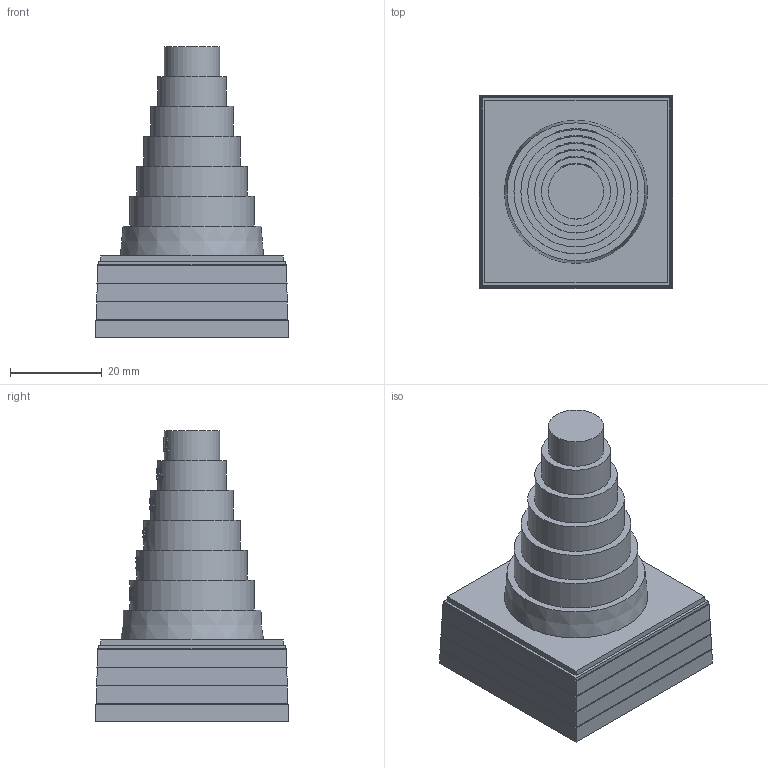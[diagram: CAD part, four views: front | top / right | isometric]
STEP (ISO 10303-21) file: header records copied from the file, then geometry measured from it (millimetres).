
FILE_DESCRIPTION(/* description */ (''),/* implementation_level */ '2;1');
FILE_NAME(/* name */ '28554_4_KDS-DEG_K_7-24.stp',/* time_stamp */ '2023-10-17T10:05:03+02:00',/* author */ (''),/* organization */ (''),/* preprocessor_version */ 'ST-DEVELOPER v19.3',/* originating_system */ 'SIEMENS PLM Software NX2212.1700',/* authorisation */ '');
FILE_SCHEMA (('AUTOMOTIVE_DESIGN { 1 0 10303 214 3 1 1 1 }'));
Length unit declared in the file: millimetre
Products named in the file (1): 28554_4_KDS-DEG_K_7-24
Bounding box: 42 x 42 x 63.2 mm (x, y, z)
Volume: 47430.3 mm3; surface area: 9469.8 mm2
Topology: 1 solids, 1 shells, 262 faces, 628 edges, 416 vertices
Faces by surface type: plane 152, extrusion 67, cylinder 42, cone 1
Full cylindrical faces by diameter (mm): 12 x1, 15 x1, 18 x1, 21 x1, 24 x1, 27 x1
Entity records: 11242 total; most frequent: CARTESIAN_POINT 5603, ORIENTED_EDGE 1210, DIRECTION 897, EDGE_CURVE 605, VERTEX_POINT 408, VECTOR 377, EDGE_LOOP 325, LINE 310
